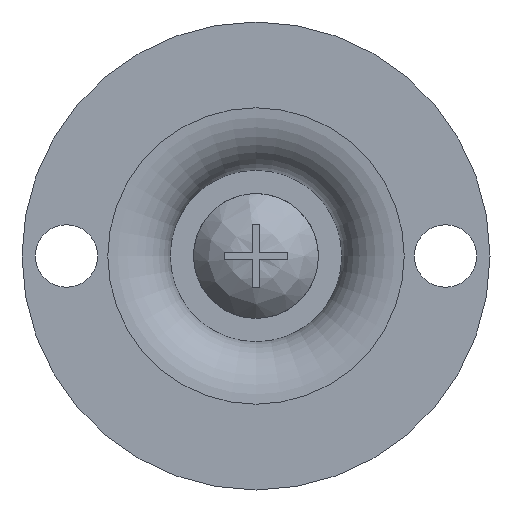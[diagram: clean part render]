
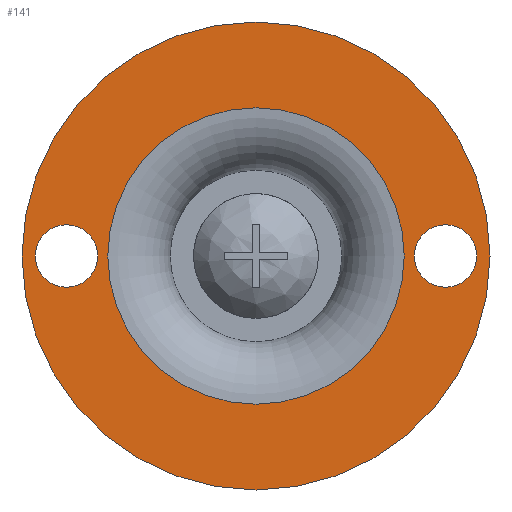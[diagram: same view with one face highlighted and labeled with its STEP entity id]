
A CAD part, front view. The second image highlights one B-rep face of the part: STEP entity #141.
In plain terms, the highlighted planar face has unit normal (0, -1, 0).
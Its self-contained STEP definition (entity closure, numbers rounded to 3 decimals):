
#141 = ADVANCED_FACE( '', ( #300, #301, #302, #303 ), #304, .F. );
#300 = FACE_BOUND( '', #501, .T. );
#301 = FACE_BOUND( '', #502, .T. );
#302 = FACE_OUTER_BOUND( '', #503, .T. );
#303 = FACE_BOUND( '', #504, .T. );
#304 = PLANE( '', #505 );
#501 = EDGE_LOOP( '', ( #830 ) );
#502 = EDGE_LOOP( '', ( #831 ) );
#503 = EDGE_LOOP( '', ( #832 ) );
#504 = EDGE_LOOP( '', ( #833 ) );
#505 = AXIS2_PLACEMENT_3D( '', #834, #835, #836 );
#830 = ORIENTED_EDGE( '', *, *, #1039, .F. );
#831 = ORIENTED_EDGE( '', *, *, #1037, .F. );
#832 = ORIENTED_EDGE( '', *, *, #1043, .T. );
#833 = ORIENTED_EDGE( '', *, *, #956, .T. );
#834 = CARTESIAN_POINT( '', ( 15., 0., 0. ) );
#835 = DIRECTION( '', ( 0., 1., 0. ) );
#836 = DIRECTION( '', ( 0., 0., 1. ) );
#956 = EDGE_CURVE( '', #1125, #1125, #1126, .T. );
#1037 = EDGE_CURVE( '', #1238, #1238, #1239, .F. );
#1039 = EDGE_CURVE( '', #1241, #1241, #1242, .T. );
#1043 = EDGE_CURVE( '', #1246, #1246, #1247, .T. );
#1125 = VERTEX_POINT( '', #1393 );
#1126 = CIRCLE( '', #1394, 2. );
#1238 = VERTEX_POINT( '', #1633 );
#1239 = CIRCLE( '', #1634, 2. );
#1241 = VERTEX_POINT( '', #1636 );
#1242 = CIRCLE( '', #1637, 9.5 );
#1246 = VERTEX_POINT( '', #1644 );
#1247 = CIRCLE( '', #1645, 15. );
#1393 = CARTESIAN_POINT( '', ( -10.15, 0., 0. ) );
#1394 = AXIS2_PLACEMENT_3D( '', #1689, #1690, #1691 );
#1633 = CARTESIAN_POINT( '', ( 12.15, 0., 2. ) );
#1634 = AXIS2_PLACEMENT_3D( '', #1762, #1763, #1764 );
#1636 = CARTESIAN_POINT( '', ( 0., 0., -9.5 ) );
#1637 = AXIS2_PLACEMENT_3D( '', #1765, #1766, #1767 );
#1644 = CARTESIAN_POINT( '', ( 0., 0., -15. ) );
#1645 = AXIS2_PLACEMENT_3D( '', #1768, #1769, #1770 );
#1689 = CARTESIAN_POINT( '', ( -12.15, 0., 0. ) );
#1690 = DIRECTION( '', ( 0., 1., 0. ) );
#1691 = DIRECTION( '', ( 1., 0., 0. ) );
#1762 = CARTESIAN_POINT( '', ( 12.15, 0., 0. ) );
#1763 = DIRECTION( '', ( 0., 1., 0. ) );
#1764 = DIRECTION( '', ( 0., 0., 1. ) );
#1765 = CARTESIAN_POINT( '', ( 0., 0., 0. ) );
#1766 = DIRECTION( '', ( 0., -1., 0. ) );
#1767 = DIRECTION( '', ( 0., 0., -1. ) );
#1768 = CARTESIAN_POINT( '', ( 0., 0., 0. ) );
#1769 = DIRECTION( '', ( 0., -1., 0. ) );
#1770 = DIRECTION( '', ( 0., 0., -1. ) );
